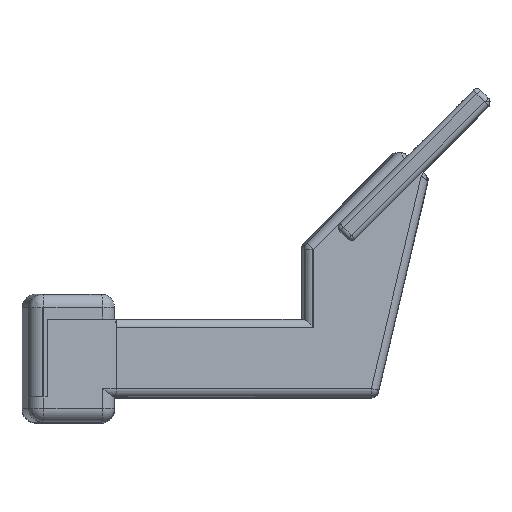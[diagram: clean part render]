
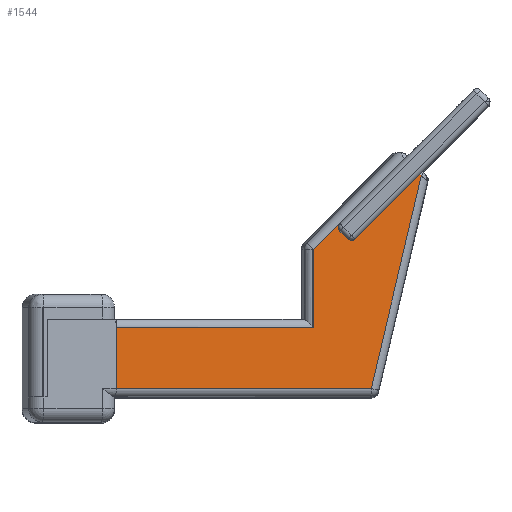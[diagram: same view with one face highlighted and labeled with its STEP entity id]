
A CAD part, top view. The second image highlights one B-rep face of the part: STEP entity #1544.
In plain terms, the highlighted planar face has unit normal (0.119, 0, 0.993).
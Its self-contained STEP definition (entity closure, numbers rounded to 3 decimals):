
#394=CARTESIAN_POINT('',(86.565,61.09,90.083));
#395=VERTEX_POINT('',#394);
#402=CARTESIAN_POINT('',(71.561,46.085,91.889));
#403=VERTEX_POINT('',#402);
#404=CARTESIAN_POINT('',(86.565,61.09,90.083));
#405=DIRECTION('',(-0.705,-0.705,0.085));
#406=VECTOR('',#405,21.296);
#407=LINE('',#404,#406);
#408=EDGE_CURVE('',#395,#403,#407,.T.);
#697=CARTESIAN_POINT('',(75.096,42.549,91.463));
#698=VERTEX_POINT('',#697);
#705=CARTESIAN_POINT('',(90.101,57.554,89.658));
#706=VERTEX_POINT('',#705);
#707=CARTESIAN_POINT('',(90.101,57.554,89.658));
#708=DIRECTION('',(-0.705,-0.705,0.085));
#709=VECTOR('',#708,21.296);
#710=LINE('',#707,#709);
#711=EDGE_CURVE('',#706,#698,#710,.T.);
#1449=CARTESIAN_POINT('',(11.921,0.,99.066));
#1450=DIRECTION('',(0.119,0.,0.993));
#1451=DIRECTION('',(0.993,0.,-0.119));
#1452=AXIS2_PLACEMENT_3D('',#1449,#1450,#1451);
#1453=PLANE('',#1452);
#1454=CARTESIAN_POINT('',(19.857,8.,98.111));
#1455=VERTEX_POINT('',#1454);
#1456=CARTESIAN_POINT('',(19.857,22.,98.111));
#1457=VERTEX_POINT('',#1456);
#1458=CARTESIAN_POINT('',(19.857,8.,98.111));
#1459=DIRECTION('',(0.,1.,0.));
#1460=VECTOR('',#1459,14.);
#1461=LINE('',#1458,#1460);
#1462=EDGE_CURVE('',#1455,#1457,#1461,.T.);
#1463=ORIENTED_EDGE('',*,*,#1462,.F.);
#1464=CARTESIAN_POINT('',(78.856,8.,91.011));
#1465=VERTEX_POINT('',#1464);
#1466=CARTESIAN_POINT('',(19.857,8.,98.111));
#1467=DIRECTION('',(0.993,-0.,-0.119));
#1468=VECTOR('',#1467,59.425);
#1469=LINE('',#1466,#1468);
#1470=EDGE_CURVE('',#1455,#1465,#1469,.T.);
#1471=ORIENTED_EDGE('',*,*,#1470,.T.);
#1472=CARTESIAN_POINT('',(90.412,57.243,89.62));
#1473=VERTEX_POINT('',#1472);
#1474=CARTESIAN_POINT('',(78.856,8.,91.011));
#1475=DIRECTION('',(0.228,0.973,-0.027));
#1476=VECTOR('',#1475,50.6);
#1477=LINE('',#1474,#1476);
#1478=EDGE_CURVE('',#1465,#1473,#1477,.T.);
#1479=ORIENTED_EDGE('',*,*,#1478,.T.);
#1480=CARTESIAN_POINT('',(90.412,57.243,89.62));
#1481=DIRECTION('',(-0.705,0.705,0.085));
#1482=VECTOR('',#1481,0.441);
#1483=LINE('',#1480,#1482);
#1484=EDGE_CURVE('',#1473,#706,#1483,.T.);
#1485=ORIENTED_EDGE('',*,*,#1484,.T.);
#1486=ORIENTED_EDGE('',*,*,#711,.T.);
#1487=CARTESIAN_POINT('',(73.399,42.549,91.668));
#1488=VERTEX_POINT('',#1487);
#1489=CARTESIAN_POINT('',(73.399,42.549,91.668));
#1490=CARTESIAN_POINT('',(73.751,42.198,91.625));
#1491=CARTESIAN_POINT('',(74.248,42.198,91.566));
#1492=CARTESIAN_POINT('',(74.745,42.198,91.506));
#1493=CARTESIAN_POINT('',(75.096,42.549,91.463));
#1494=(BOUNDED_CURVE()
B_SPLINE_CURVE(2,(#1489,#1490,#1491,#1492,#1493),.UNSPECIFIED.,.F.,.F.)
B_SPLINE_CURVE_WITH_KNOTS((3,2,3),(225.,270.,315.),.UNSPECIFIED.)
CURVE()
GEOMETRIC_REPRESENTATION_ITEM()
RATIONAL_B_SPLINE_CURVE((1.,0.924,1.,0.924,1.))
REPRESENTATION_ITEM(''));
#1495=EDGE_CURVE('',#1488,#698,#1494,.T.);
#1496=ORIENTED_EDGE('',*,*,#1495,.F.);
#1497=CARTESIAN_POINT('',(71.561,44.388,91.889));
#1498=VERTEX_POINT('',#1497);
#1499=CARTESIAN_POINT('',(73.399,42.549,91.668));
#1500=DIRECTION('',(-0.705,0.705,0.085));
#1501=VECTOR('',#1500,2.609);
#1502=LINE('',#1499,#1501);
#1503=EDGE_CURVE('',#1488,#1498,#1502,.T.);
#1504=ORIENTED_EDGE('',*,*,#1503,.T.);
#1505=CARTESIAN_POINT('',(71.561,46.085,91.889));
#1506=CARTESIAN_POINT('',(70.712,45.236,91.991));
#1507=CARTESIAN_POINT('',(71.561,44.388,91.889));
#1508=(BOUNDED_CURVE()
B_SPLINE_CURVE(2,(#1505,#1506,#1507),.UNSPECIFIED.,.F.,.F.)
B_SPLINE_CURVE_WITH_KNOTS((3,3),(315.,405.),.UNSPECIFIED.)
CURVE()
GEOMETRIC_REPRESENTATION_ITEM()
RATIONAL_B_SPLINE_CURVE((1.,0.707,1.))
REPRESENTATION_ITEM(''));
#1509=EDGE_CURVE('',#403,#1498,#1508,.T.);
#1510=ORIENTED_EDGE('',*,*,#1509,.F.);
#1511=ORIENTED_EDGE('',*,*,#408,.F.);
#1512=CARTESIAN_POINT('',(86.433,61.221,90.099));
#1513=VERTEX_POINT('',#1512);
#1514=CARTESIAN_POINT('',(86.565,61.09,90.083));
#1515=DIRECTION('',(-0.705,0.705,0.085));
#1516=VECTOR('',#1515,0.187);
#1517=LINE('',#1514,#1516);
#1518=EDGE_CURVE('',#395,#1513,#1517,.T.);
#1519=ORIENTED_EDGE('',*,*,#1518,.T.);
#1520=CARTESIAN_POINT('',(65.534,40.172,92.614));
#1521=VERTEX_POINT('',#1520);
#1522=CARTESIAN_POINT('',(86.433,61.221,90.099));
#1523=DIRECTION('',(-0.702,-0.707,0.084));
#1524=VECTOR('',#1523,29.769);
#1525=LINE('',#1522,#1524);
#1526=EDGE_CURVE('',#1513,#1521,#1525,.T.);
#1527=ORIENTED_EDGE('',*,*,#1526,.T.);
#1528=CARTESIAN_POINT('',(65.534,22.,92.614));
#1529=VERTEX_POINT('',#1528);
#1530=CARTESIAN_POINT('',(65.534,40.172,92.614));
#1531=DIRECTION('',(-0.,-1.,-0.));
#1532=VECTOR('',#1531,18.172);
#1533=LINE('',#1530,#1532);
#1534=EDGE_CURVE('',#1521,#1529,#1533,.T.);
#1535=ORIENTED_EDGE('',*,*,#1534,.T.);
#1536=CARTESIAN_POINT('',(65.534,22.,92.614));
#1537=DIRECTION('',(-0.993,-0.,0.119));
#1538=VECTOR('',#1537,46.007);
#1539=LINE('',#1536,#1538);
#1540=EDGE_CURVE('',#1529,#1457,#1539,.T.);
#1541=ORIENTED_EDGE('',*,*,#1540,.T.);
#1542=EDGE_LOOP('',(#1463,#1471,#1479,#1485,#1486,#1496,#1504,#1510,#1511,#1519,#1527,#1535,#1541));
#1543=FACE_BOUND('',#1542,.T.);
#1544=ADVANCED_FACE('',(#1543),#1453,.T.);
